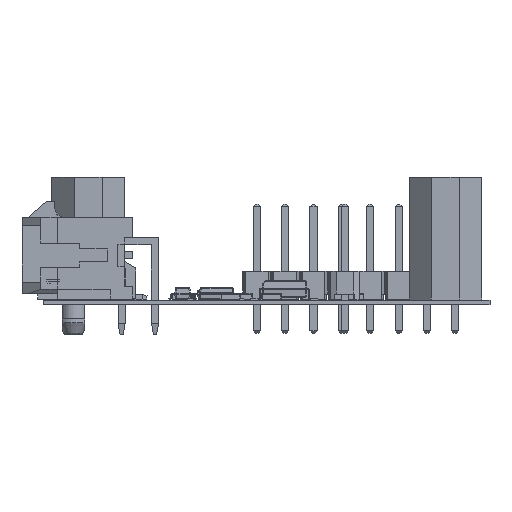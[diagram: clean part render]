
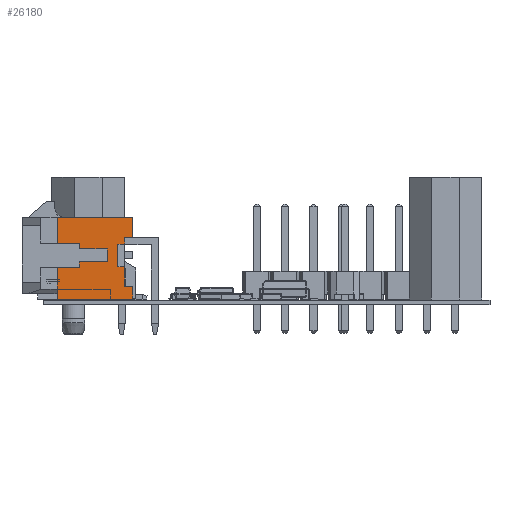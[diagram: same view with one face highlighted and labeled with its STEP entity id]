
A CAD part, front view. The second image highlights one B-rep face of the part: STEP entity #26180.
In plain terms, the highlighted face is planar.
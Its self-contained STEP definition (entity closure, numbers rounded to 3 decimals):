
#19828 = VERTEX_POINT('',#19829);
#19829 = CARTESIAN_POINT('',(5.075,-3.935,1.78));
#19835 = EDGE_CURVE('',#19828,#19836,#19838,.T.);
#19836 = VERTEX_POINT('',#19837);
#19837 = CARTESIAN_POINT('',(5.075,-3.935,-4.96));
#19838 = LINE('',#19839,#19840);
#19839 = CARTESIAN_POINT('',(5.075,-3.935,1.78));
#19840 = VECTOR('',#19841,1.);
#19841 = DIRECTION('',(0.,0.,-1.));
#19917 = VERTEX_POINT('',#19918);
#19918 = CARTESIAN_POINT('',(5.075,1.1,1.78));
#19933 = VERTEX_POINT('',#19934);
#19934 = CARTESIAN_POINT('',(5.075,3.435,1.78));
#19940 = EDGE_CURVE('',#19933,#19917,#19941,.T.);
#19941 = LINE('',#19942,#19943);
#19942 = CARTESIAN_POINT('',(5.075,3.435,1.78));
#19943 = VECTOR('',#19944,1.);
#19944 = DIRECTION('',(0.,-1.,0.));
#19965 = VERTEX_POINT('',#19966);
#19966 = CARTESIAN_POINT('',(5.075,-1.1,1.78));
#19972 = EDGE_CURVE('',#19965,#19828,#19973,.T.);
#19973 = LINE('',#19974,#19975);
#19974 = CARTESIAN_POINT('',(5.075,-1.1,1.78));
#19975 = VECTOR('',#19976,1.);
#19976 = DIRECTION('',(0.,-1.,0.));
#20011 = EDGE_CURVE('',#19917,#20012,#20014,.T.);
#20012 = VERTEX_POINT('',#20013);
#20013 = CARTESIAN_POINT('',(5.075,1.1,-0.2));
#20014 = LINE('',#20015,#20016);
#20015 = CARTESIAN_POINT('',(5.075,1.1,1.78));
#20016 = VECTOR('',#20017,1.);
#20017 = DIRECTION('',(0.,0.,-1.));
#20233 = VERTEX_POINT('',#20234);
#20234 = CARTESIAN_POINT('',(5.075,-1.1,-0.2));
#20240 = EDGE_CURVE('',#19965,#20233,#20241,.T.);
#20241 = LINE('',#20242,#20243);
#20242 = CARTESIAN_POINT('',(5.075,-1.1,1.78));
#20243 = VECTOR('',#20244,1.);
#20244 = DIRECTION('',(0.,0.,-1.));
#20328 = VERTEX_POINT('',#20329);
#20329 = CARTESIAN_POINT('',(5.075,0.575,-2.7));
#20353 = VERTEX_POINT('',#20354);
#20354 = CARTESIAN_POINT('',(5.075,0.575,-0.2));
#20360 = EDGE_CURVE('',#20328,#20353,#20361,.T.);
#20361 = LINE('',#20362,#20363);
#20362 = CARTESIAN_POINT('',(5.075,0.575,-2.7));
#20363 = VECTOR('',#20364,1.);
#20364 = DIRECTION('',(0.,0.,1.));
#20415 = EDGE_CURVE('',#20416,#20328,#20418,.T.);
#20416 = VERTEX_POINT('',#20417);
#20417 = CARTESIAN_POINT('',(5.075,-0.575,-2.7));
#20418 = LINE('',#20419,#20420);
#20419 = CARTESIAN_POINT('',(5.075,-0.575,-2.7));
#20420 = VECTOR('',#20421,1.);
#20421 = DIRECTION('',(0.,1.,0.));
#20477 = EDGE_CURVE('',#20478,#20416,#20480,.T.);
#20478 = VERTEX_POINT('',#20479);
#20479 = CARTESIAN_POINT('',(5.075,-0.575,-0.2));
#20480 = LINE('',#20481,#20482);
#20481 = CARTESIAN_POINT('',(5.075,-0.575,-0.2));
#20482 = VECTOR('',#20483,1.);
#20483 = DIRECTION('',(0.,0.,-1.));
#21124 = VERTEX_POINT('',#21125);
#21125 = CARTESIAN_POINT('',(5.075,-2.775,-4.235));
#21131 = EDGE_CURVE('',#21124,#21132,#21134,.T.);
#21132 = VERTEX_POINT('',#21133);
#21133 = CARTESIAN_POINT('',(5.075,-1.,-4.235));
#21134 = LINE('',#21135,#21136);
#21135 = CARTESIAN_POINT('',(5.075,-2.775,-4.235));
#21136 = VECTOR('',#21137,1.);
#21137 = DIRECTION('',(0.,1.,0.));
#21156 = VERTEX_POINT('',#21157);
#21157 = CARTESIAN_POINT('',(5.075,1.,-4.235));
#21163 = EDGE_CURVE('',#21156,#21164,#21166,.T.);
#21164 = VERTEX_POINT('',#21165);
#21165 = CARTESIAN_POINT('',(5.075,1.605,-4.235));
#21166 = LINE('',#21167,#21168);
#21167 = CARTESIAN_POINT('',(5.075,1.,-4.235));
#21168 = VECTOR('',#21169,1.);
#21169 = DIRECTION('',(0.,1.,0.));
#21566 = VERTEX_POINT('',#21567);
#21567 = CARTESIAN_POINT('',(5.075,-2.775,-4.96));
#21573 = EDGE_CURVE('',#21566,#21124,#21574,.T.);
#21574 = LINE('',#21575,#21576);
#21575 = CARTESIAN_POINT('',(5.075,-2.775,-4.96));
#21576 = VECTOR('',#21577,1.);
#21577 = DIRECTION('',(0.,0.,1.));
#21682 = EDGE_CURVE('',#21566,#19836,#21683,.T.);
#21683 = LINE('',#21684,#21685);
#21684 = CARTESIAN_POINT('',(5.075,-2.775,-4.96));
#21685 = VECTOR('',#21686,1.);
#21686 = DIRECTION('',(0.,-1.,0.));
#21699 = VERTEX_POINT('',#21700);
#21700 = CARTESIAN_POINT('',(5.075,1.605,-4.96));
#21706 = EDGE_CURVE('',#21707,#21699,#21709,.T.);
#21707 = VERTEX_POINT('',#21708);
#21708 = CARTESIAN_POINT('',(5.075,3.435,-4.96));
#21709 = LINE('',#21710,#21711);
#21710 = CARTESIAN_POINT('',(5.075,3.435,-4.96));
#21711 = VECTOR('',#21712,1.);
#21712 = DIRECTION('',(0.,-1.,0.));
#25938 = EDGE_CURVE('',#19933,#21707,#25939,.T.);
#25939 = LINE('',#25940,#25941);
#25940 = CARTESIAN_POINT('',(5.075,3.435,1.78));
#25941 = VECTOR('',#25942,1.);
#25942 = DIRECTION('',(0.,0.,-1.));
#26180 = ADVANCED_FACE('',(#26181),#26237,.T.);
#26181 = FACE_BOUND('',#26182,.F.);
#26182 = EDGE_LOOP('',(#26183,#26184,#26185,#26186,#26187,#26188,#26189,
    #26195,#26196,#26197,#26198,#26204,#26205,#26206,#26207,#26208,
    #26214,#26215,#26223,#26231));
#26183 = ORIENTED_EDGE('',*,*,#21131,.F.);
#26184 = ORIENTED_EDGE('',*,*,#21573,.F.);
#26185 = ORIENTED_EDGE('',*,*,#21682,.T.);
#26186 = ORIENTED_EDGE('',*,*,#19835,.F.);
#26187 = ORIENTED_EDGE('',*,*,#19972,.F.);
#26188 = ORIENTED_EDGE('',*,*,#20240,.T.);
#26189 = ORIENTED_EDGE('',*,*,#26190,.T.);
#26190 = EDGE_CURVE('',#20233,#20478,#26191,.T.);
#26191 = LINE('',#26192,#26193);
#26192 = CARTESIAN_POINT('',(5.075,-1.1,-0.2));
#26193 = VECTOR('',#26194,1.);
#26194 = DIRECTION('',(0.,1.,0.));
#26195 = ORIENTED_EDGE('',*,*,#20477,.T.);
#26196 = ORIENTED_EDGE('',*,*,#20415,.T.);
#26197 = ORIENTED_EDGE('',*,*,#20360,.T.);
#26198 = ORIENTED_EDGE('',*,*,#26199,.T.);
#26199 = EDGE_CURVE('',#20353,#20012,#26200,.T.);
#26200 = LINE('',#26201,#26202);
#26201 = CARTESIAN_POINT('',(5.075,0.575,-0.2));
#26202 = VECTOR('',#26203,1.);
#26203 = DIRECTION('',(0.,1.,0.));
#26204 = ORIENTED_EDGE('',*,*,#20011,.F.);
#26205 = ORIENTED_EDGE('',*,*,#19940,.F.);
#26206 = ORIENTED_EDGE('',*,*,#25938,.T.);
#26207 = ORIENTED_EDGE('',*,*,#21706,.T.);
#26208 = ORIENTED_EDGE('',*,*,#26209,.T.);
#26209 = EDGE_CURVE('',#21699,#21164,#26210,.T.);
#26210 = LINE('',#26211,#26212);
#26211 = CARTESIAN_POINT('',(5.075,1.605,-4.96));
#26212 = VECTOR('',#26213,1.);
#26213 = DIRECTION('',(0.,0.,1.));
#26214 = ORIENTED_EDGE('',*,*,#21163,.F.);
#26215 = ORIENTED_EDGE('',*,*,#26216,.T.);
#26216 = EDGE_CURVE('',#21156,#26217,#26219,.T.);
#26217 = VERTEX_POINT('',#26218);
#26218 = CARTESIAN_POINT('',(5.075,1.,-3.635));
#26219 = LINE('',#26220,#26221);
#26220 = CARTESIAN_POINT('',(5.075,1.,-4.235));
#26221 = VECTOR('',#26222,1.);
#26222 = DIRECTION('',(0.,0.,1.));
#26223 = ORIENTED_EDGE('',*,*,#26224,.T.);
#26224 = EDGE_CURVE('',#26217,#26225,#26227,.T.);
#26225 = VERTEX_POINT('',#26226);
#26226 = CARTESIAN_POINT('',(5.075,-1.,-3.635));
#26227 = LINE('',#26228,#26229);
#26228 = CARTESIAN_POINT('',(5.075,1.,-3.635));
#26229 = VECTOR('',#26230,1.);
#26230 = DIRECTION('',(0.,-1.,0.));
#26231 = ORIENTED_EDGE('',*,*,#26232,.T.);
#26232 = EDGE_CURVE('',#26225,#21132,#26233,.T.);
#26233 = LINE('',#26234,#26235);
#26234 = CARTESIAN_POINT('',(5.075,-1.,-3.635));
#26235 = VECTOR('',#26236,1.);
#26236 = DIRECTION('',(0.,0.,-1.));
#26237 = PLANE('',#26238);
#26238 = AXIS2_PLACEMENT_3D('',#26239,#26240,#26241);
#26239 = CARTESIAN_POINT('',(5.075,3.435,1.78));
#26240 = DIRECTION('',(1.,0.,0.));
#26241 = DIRECTION('',(0.,0.,-1.));
